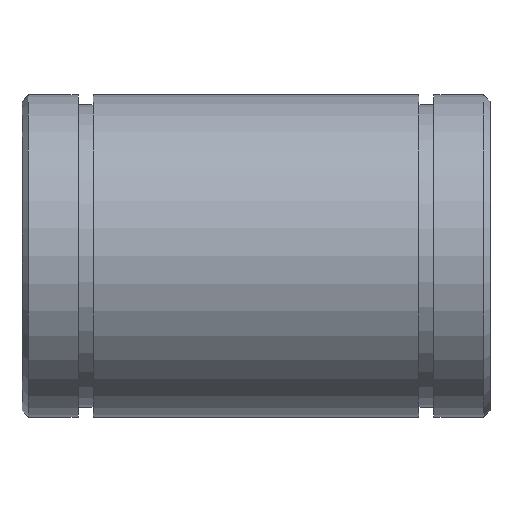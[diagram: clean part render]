
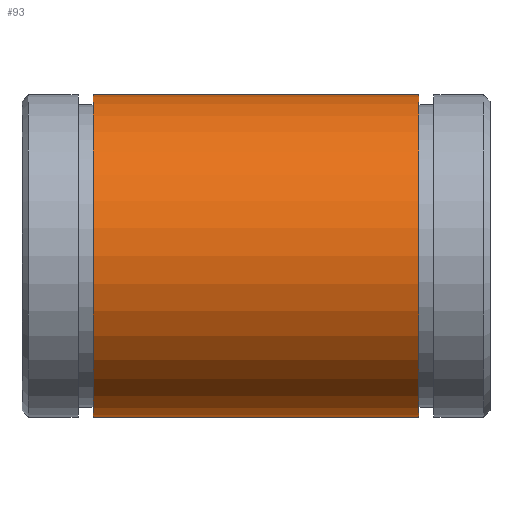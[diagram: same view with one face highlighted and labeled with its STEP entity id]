
A CAD part, top view. The second image highlights one B-rep face of the part: STEP entity #93.
In plain terms, the highlighted cylindrical face has radius 20 mm (diameter 40 mm), a partial arc.
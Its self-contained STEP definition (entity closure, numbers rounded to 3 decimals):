
#93 = ADVANCED_FACE( '', ( #183 ), #184, .T. );
#183 = FACE_OUTER_BOUND( '', #269, .T. );
#184 = CYLINDRICAL_SURFACE( '', #270, 20. );
#269 = EDGE_LOOP( '', ( #416, #417, #418, #419 ) );
#270 = AXIS2_PLACEMENT_3D( '', #420, #421, #422 );
#416 = ORIENTED_EDGE( '', *, *, #583, .T. );
#417 = ORIENTED_EDGE( '', *, *, #594, .T. );
#418 = ORIENTED_EDGE( '', *, *, #599, .F. );
#419 = ORIENTED_EDGE( '', *, *, #600, .T. );
#420 = CARTESIAN_POINT( '', ( 58., 0., 0. ) );
#421 = DIRECTION( '', ( -1., 0., 0. ) );
#422 = DIRECTION( '', ( 0., 0., -1. ) );
#583 = EDGE_CURVE( '', #706, #704, #707, .T. );
#594 = EDGE_CURVE( '', #704, #721, #723, .T. );
#599 = EDGE_CURVE( '', #728, #721, #729, .T. );
#600 = EDGE_CURVE( '', #728, #706, #730, .F. );
#704 = VERTEX_POINT( '', #856 );
#706 = VERTEX_POINT( '', #859 );
#707 = CIRCLE( '', #860, 20. );
#721 = VERTEX_POINT( '', #882 );
#723 = LINE( '', #885, #886 );
#728 = VERTEX_POINT( '', #894 );
#729 = CIRCLE( '', #895, 20. );
#730 = LINE( '', #896, #897 );
#856 = CARTESIAN_POINT( '', ( 8.8, -10., -17.321 ) );
#859 = CARTESIAN_POINT( '', ( 8.8, 10., -17.321 ) );
#860 = AXIS2_PLACEMENT_3D( '', #1007, #1008, #1009 );
#882 = CARTESIAN_POINT( '', ( 49.2, -10., -17.321 ) );
#885 = CARTESIAN_POINT( '', ( 58., -10., -17.321 ) );
#886 = VECTOR( '', #1019, 1000. );
#894 = CARTESIAN_POINT( '', ( 49.2, 10., -17.321 ) );
#895 = AXIS2_PLACEMENT_3D( '', #1023, #1024, #1025 );
#896 = CARTESIAN_POINT( '', ( 58., 10., -17.321 ) );
#897 = VECTOR( '', #1026, 1000. );
#1007 = CARTESIAN_POINT( '', ( 8.8, 0., 0. ) );
#1008 = DIRECTION( '', ( 1., 0., 0. ) );
#1009 = DIRECTION( '', ( 0., 0., -1. ) );
#1019 = DIRECTION( '', ( 1., 0., 0. ) );
#1023 = CARTESIAN_POINT( '', ( 49.2, 0., 0. ) );
#1024 = DIRECTION( '', ( 1., 0., 0. ) );
#1025 = DIRECTION( '', ( 0., 0., -1. ) );
#1026 = DIRECTION( '', ( 1., 0., 0. ) );
